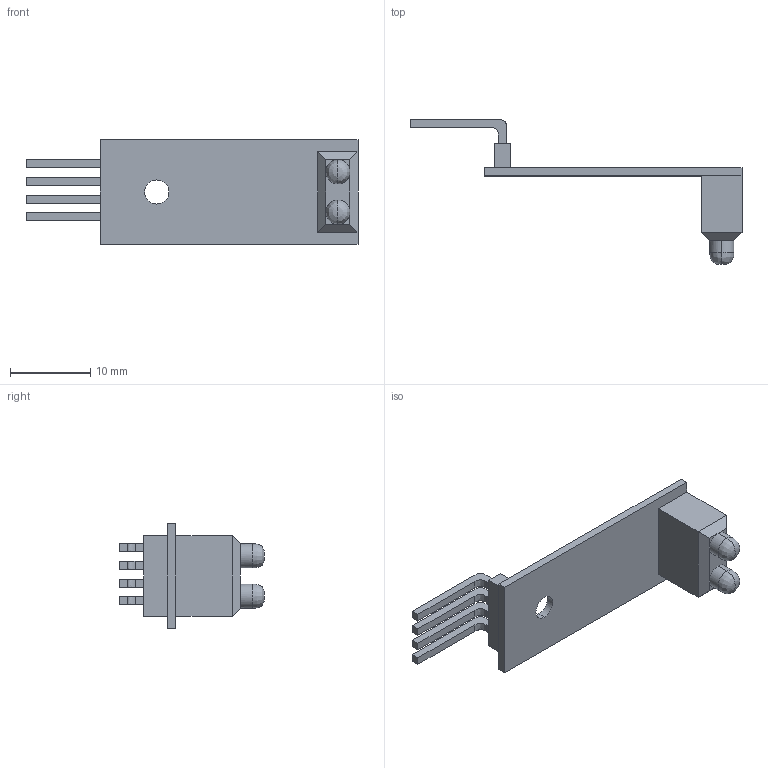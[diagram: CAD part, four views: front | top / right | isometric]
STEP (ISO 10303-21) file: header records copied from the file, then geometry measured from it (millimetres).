
FILE_DESCRIPTION (( 'STEP AP214' ), '1' );
FILE_NAME ('sensor_linea.STEP', '2024-01-29T17:50:41', ( '' ), ( '' ), 'SwSTEP 2.0', 'SolidWorks 2022', '' );
FILE_SCHEMA (( 'AUTOMOTIVE_DESIGN' ));
Length unit declared in the file: millimetre
Products named in the file (1): sensor_linea
Bounding box: 41.25 x 18 x 13 mm (x, y, z)
Volume: 949 mm3; surface area: 1477.5 mm2
Topology: 1 solids, 1 shells, 69 faces, 176 edges, 110 vertices
Faces by surface type: plane 51, bspline 12, cylinder 6
Entity records: 3576 total; most frequent: CARTESIAN_POINT 1428, ORIENTED_EDGE 344, DIRECTION 260, EDGE_CURVE 172, LINE 120, VECTOR 120, VERTEX_POINT 110, EDGE_LOOP 76
